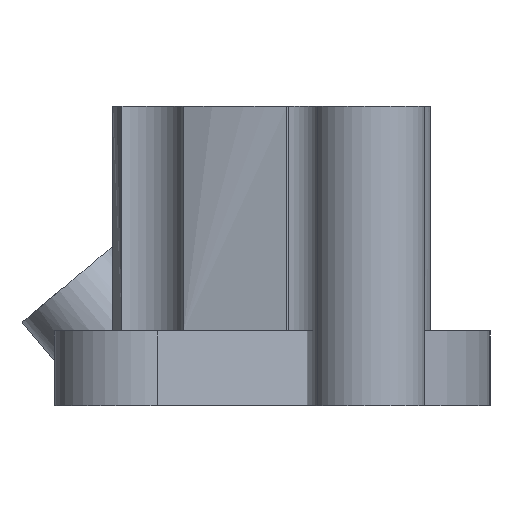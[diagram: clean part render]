
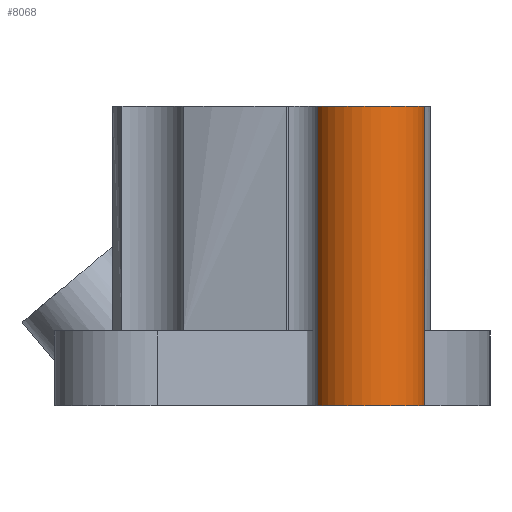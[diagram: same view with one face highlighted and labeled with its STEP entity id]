
A CAD part, left-side view. The second image highlights one B-rep face of the part: STEP entity #8068.
In plain terms, the highlighted cylindrical face has radius 9 mm (diameter 18 mm), a partial arc.
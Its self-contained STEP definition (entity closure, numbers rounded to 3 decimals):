
#1 = LINE ( 'NONE', #9113, #2646 ) ;
#144 = VERTEX_POINT ( 'NONE', #9305 ) ;
#150 = CARTESIAN_POINT ( 'NONE',  ( -256.118, -22.756, 256. ) ) ;
#178 = CARTESIAN_POINT ( 'NONE',  ( -260.674, -14.994, 268. ) ) ;
#183 = DIRECTION ( 'NONE',  ( -1., 0., 0. ) ) ;
#524 = DIRECTION ( 'NONE',  ( 0., 0., 1. ) ) ;
#678 = DIRECTION ( 'NONE',  ( 0., 0., 1. ) ) ;
#1813 = CYLINDRICAL_SURFACE ( 'NONE', #10069, 9. ) ;
#2210 = CARTESIAN_POINT ( 'NONE',  ( -264.47, -6.834, 304. ) ) ;
#2271 = VERTEX_POINT ( 'NONE', #8644 ) ;
#2348 = DIRECTION ( 'NONE',  ( 0., 0., 1. ) ) ;
#2646 = VECTOR ( 'NONE', #2348, 1000. ) ;
#2846 = CIRCLE ( 'NONE', #10638, 9. ) ;
#3502 = VECTOR ( 'NONE', #678, 1000. ) ;
#3592 = VERTEX_POINT ( 'NONE', #150 ) ;
#4316 = DIRECTION ( 'NONE',  ( 0., 0., -1. ) ) ;
#4477 = EDGE_CURVE ( 'NONE', #3592, #144, #2846, .T. ) ;
#4887 = AXIS2_PLACEMENT_3D ( 'NONE', #7971, #524, #10745 ) ;
#5271 = CARTESIAN_POINT ( 'NONE',  ( -264.47, -6.834, 268. ) ) ;
#5358 = ORIENTED_EDGE ( 'NONE', *, *, #8665, .F. ) ;
#5549 = EDGE_CURVE ( 'NONE', #9854, #2271, #9563, .T. ) ;
#5560 = DIRECTION ( 'NONE',  ( 1., 0., 0. ) ) ;
#6351 = ORIENTED_EDGE ( 'NONE', *, *, #4477, .F. ) ;
#6400 = EDGE_LOOP ( 'NONE', ( #7000, #5358, #6351, #7812 ) ) ;
#7000 = ORIENTED_EDGE ( 'NONE', *, *, #5549, .F. ) ;
#7240 = EDGE_CURVE ( 'NONE', #3592, #2271, #1, .T. ) ;
#7812 = ORIENTED_EDGE ( 'NONE', *, *, #7240, .T. ) ;
#7848 = FACE_OUTER_BOUND ( 'NONE', #6400, .T. ) ;
#7971 = CARTESIAN_POINT ( 'NONE',  ( -260.674, -14.994, 304. ) ) ;
#8068 = ADVANCED_FACE ( 'NONE', ( #7848 ), #1813, .T. ) ;
#8492 = DIRECTION ( 'NONE',  ( 0., 0., 1. ) ) ;
#8644 = CARTESIAN_POINT ( 'NONE',  ( -256.118, -22.756, 304. ) ) ;
#8665 = EDGE_CURVE ( 'NONE', #144, #9854, #9377, .T. ) ;
#9113 = CARTESIAN_POINT ( 'NONE',  ( -256.118, -22.756, 268. ) ) ;
#9305 = CARTESIAN_POINT ( 'NONE',  ( -264.47, -6.834, 256. ) ) ;
#9377 = LINE ( 'NONE', #5271, #3502 ) ;
#9563 = CIRCLE ( 'NONE', #4887, 9. ) ;
#9854 = VERTEX_POINT ( 'NONE', #2210 ) ;
#10006 = CARTESIAN_POINT ( 'NONE',  ( -260.674, -14.994, 256. ) ) ;
#10069 = AXIS2_PLACEMENT_3D ( 'NONE', #178, #8492, #5560 ) ;
#10638 = AXIS2_PLACEMENT_3D ( 'NONE', #10006, #4316, #183 ) ;
#10745 = DIRECTION ( 'NONE',  ( 1., 0., 0. ) ) ;
